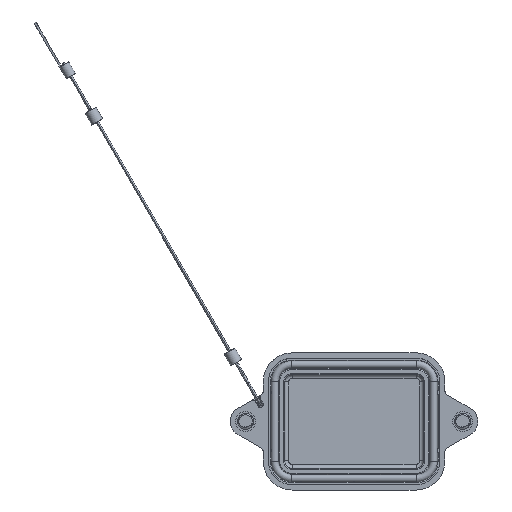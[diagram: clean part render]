
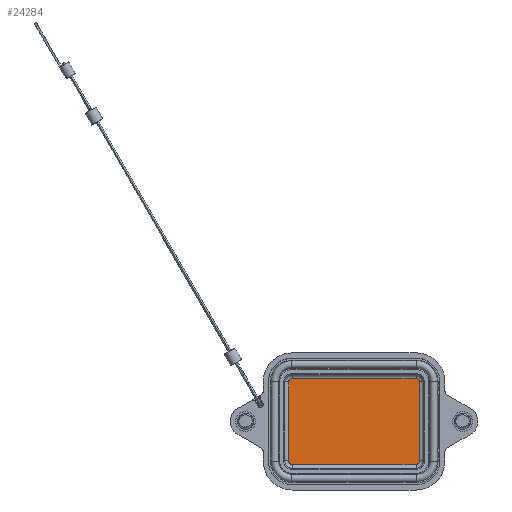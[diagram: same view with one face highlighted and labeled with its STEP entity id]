
A CAD part, front view. The second image highlights one B-rep face of the part: STEP entity #24284.
In plain terms, the highlighted planar face has unit normal (0, -1, 0).
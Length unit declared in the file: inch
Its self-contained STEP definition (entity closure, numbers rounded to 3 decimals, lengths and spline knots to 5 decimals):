
#10316=CARTESIAN_POINT('',(4.07781,1.25308,
-1.76988));
#10317=CARTESIAN_POINT('',(4.07781,1.25308,
-1.77133));
#10318=CARTESIAN_POINT('',(4.07769,1.25308,
-1.77422));
#10319=CARTESIAN_POINT('',(4.07713,1.25308,
-1.7786));
#10320=CARTESIAN_POINT('',(4.07618,1.25308,
-1.78296));
#10321=CARTESIAN_POINT('',(4.07485,1.25308,
-1.78724));
#10322=CARTESIAN_POINT('',(4.07313,1.25308,
-1.79142));
#10323=CARTESIAN_POINT('',(4.07106,1.25308,
-1.79543));
#10324=CARTESIAN_POINT('',(4.06863,1.25308,
-1.79924));
#10325=CARTESIAN_POINT('',(4.0659,1.25308,
-1.80281));
#10326=CARTESIAN_POINT('',(4.06287,1.25308,
-1.80611));
#10327=CARTESIAN_POINT('',(4.05956,1.25308,
-1.80914));
#10328=CARTESIAN_POINT('',(4.05599,1.25308,
-1.81188));
#10329=CARTESIAN_POINT('',(4.05218,1.25308,
-1.8143));
#10330=CARTESIAN_POINT('',(4.04817,1.25308,
-1.81638));
#10331=CARTESIAN_POINT('',(4.044,1.25308,
-1.81809));
#10332=CARTESIAN_POINT('',(4.03971,1.25308,
-1.81943));
#10333=CARTESIAN_POINT('',(4.03536,1.25308,
-1.82037));
#10334=CARTESIAN_POINT('',(4.03098,1.25308,
-1.82094));
#10335=CARTESIAN_POINT('',(4.02808,1.25308,
-1.82106));
#10336=CARTESIAN_POINT('',(4.02663,1.25308,
-1.82106));
#10338=CARTESIAN_POINT('',(2.18229,1.25308,
-1.82106));
#10339=CARTESIAN_POINT('',(2.18084,1.25308,
-1.82106));
#10340=CARTESIAN_POINT('',(2.17794,1.25308,
-1.82094));
#10341=CARTESIAN_POINT('',(2.17356,1.25308,
-1.82038));
#10342=CARTESIAN_POINT('',(2.16921,1.25308,
-1.81943));
#10343=CARTESIAN_POINT('',(2.16492,1.25308,
-1.81809));
#10344=CARTESIAN_POINT('',(2.16075,1.25308,
-1.81638));
#10345=CARTESIAN_POINT('',(2.15674,1.25308,
-1.8143));
#10346=CARTESIAN_POINT('',(2.15293,1.25308,
-1.81188));
#10347=CARTESIAN_POINT('',(2.14936,1.25308,
-1.80915));
#10348=CARTESIAN_POINT('',(2.14605,1.25308,
-1.80612));
#10349=CARTESIAN_POINT('',(2.14302,1.25308,
-1.80281));
#10350=CARTESIAN_POINT('',(2.14029,1.25308,
-1.79924));
#10351=CARTESIAN_POINT('',(2.13787,1.25308,
-1.79543));
#10352=CARTESIAN_POINT('',(2.13579,1.25308,
-1.79142));
#10353=CARTESIAN_POINT('',(2.13407,1.25308,
-1.78725));
#10354=CARTESIAN_POINT('',(2.13274,1.25308,
-1.78296));
#10355=CARTESIAN_POINT('',(2.13179,1.25308,
-1.7786));
#10356=CARTESIAN_POINT('',(2.13123,1.25308,
-1.77422));
#10357=CARTESIAN_POINT('',(2.13111,1.25308,
-1.77133));
#10358=CARTESIAN_POINT('',(2.13111,1.25308,
-1.76988));
#10360=CARTESIAN_POINT('',(2.13111,1.25308,
-0.59483));
#10361=CARTESIAN_POINT('',(2.13111,1.25308,
-0.59338));
#10362=CARTESIAN_POINT('',(2.13123,1.25308,
-0.59048));
#10363=CARTESIAN_POINT('',(2.13179,1.25308,
-0.5861));
#10364=CARTESIAN_POINT('',(2.13274,1.25308,
-0.58175));
#10365=CARTESIAN_POINT('',(2.13407,1.25308,
-0.57746));
#10366=CARTESIAN_POINT('',(2.13579,1.25308,
-0.57329));
#10367=CARTESIAN_POINT('',(2.13786,1.25308,
-0.56928));
#10368=CARTESIAN_POINT('',(2.14029,1.25308,
-0.56547));
#10369=CARTESIAN_POINT('',(2.14302,1.25308,
-0.5619));
#10370=CARTESIAN_POINT('',(2.14605,1.25308,
-0.55859));
#10371=CARTESIAN_POINT('',(2.14936,1.25308,
-0.55556));
#10372=CARTESIAN_POINT('',(2.15293,1.25308,
-0.55282));
#10373=CARTESIAN_POINT('',(2.15674,1.25308,
-0.5504));
#10374=CARTESIAN_POINT('',(2.16075,1.25308,
-0.54833));
#10375=CARTESIAN_POINT('',(2.16492,1.25308,
-0.54661));
#10376=CARTESIAN_POINT('',(2.16921,1.25308,
-0.54528));
#10377=CARTESIAN_POINT('',(2.17356,1.25308,
-0.54433));
#10378=CARTESIAN_POINT('',(2.17794,1.25308,
-0.54377));
#10379=CARTESIAN_POINT('',(2.18084,1.25308,
-0.54365));
#10380=CARTESIAN_POINT('',(2.18229,1.25308,
-0.54365));
#10382=CARTESIAN_POINT('',(4.02663,1.25308,
-0.54365));
#10383=CARTESIAN_POINT('',(4.02808,1.25308,
-0.54365));
#10384=CARTESIAN_POINT('',(4.03097,1.25308,
-0.54377));
#10385=CARTESIAN_POINT('',(4.03535,1.25308,
-0.54433));
#10386=CARTESIAN_POINT('',(4.03971,1.25308,
-0.54528));
#10387=CARTESIAN_POINT('',(4.044,1.25308,
-0.54661));
#10388=CARTESIAN_POINT('',(4.04817,1.25308,
-0.54832));
#10389=CARTESIAN_POINT('',(4.05218,1.25308,
-0.5504));
#10390=CARTESIAN_POINT('',(4.05599,1.25308,
-0.55282));
#10391=CARTESIAN_POINT('',(4.05956,1.25308,
-0.55556));
#10392=CARTESIAN_POINT('',(4.06287,1.25308,
-0.55859));
#10393=CARTESIAN_POINT('',(4.0659,1.25308,
-0.5619));
#10394=CARTESIAN_POINT('',(4.06863,1.25308,
-0.56546));
#10395=CARTESIAN_POINT('',(4.07105,1.25308,
-0.56927));
#10396=CARTESIAN_POINT('',(4.07313,1.25308,
-0.57329));
#10397=CARTESIAN_POINT('',(4.07485,1.25308,
-0.57746));
#10398=CARTESIAN_POINT('',(4.07618,1.25308,
-0.58175));
#10399=CARTESIAN_POINT('',(4.07713,1.25308,
-0.5861));
#10400=CARTESIAN_POINT('',(4.07769,1.25308,
-0.59048));
#10401=CARTESIAN_POINT('',(4.07781,1.25308,
-0.59338));
#10402=CARTESIAN_POINT('',(4.07781,1.25308,
-0.59482));
#10440=DIRECTION('',(0.,0.,1.));
#10441=VECTOR('',#10440,1.17506);
#10442=CARTESIAN_POINT('',(4.07781,1.25308,
-1.76988));
#10443=LINE('',#10442,#10441);
#10484=DIRECTION('',(-1.,0.,0.));
#10485=VECTOR('',#10484,1.84435);
#10486=CARTESIAN_POINT('',(4.02663,1.25308,
-0.54365));
#10487=LINE('',#10486,#10485);
#10528=DIRECTION('',(0.,0.,-1.));
#10529=VECTOR('',#10528,1.17506);
#10530=CARTESIAN_POINT('',(2.13111,1.25308,
-0.59483));
#10531=LINE('',#10530,#10529);
#10536=DIRECTION('',(1.,0.,0.));
#10537=VECTOR('',#10536,1.84435);
#10538=CARTESIAN_POINT('',(2.18229,1.25308,
-1.82106));
#10539=LINE('',#10538,#10537);
#12636=VERTEX_POINT('',#10338);
#12637=VERTEX_POINT('',#10358);
#12638=VERTEX_POINT('',#10316);
#12639=VERTEX_POINT('',#10336);
#12640=CARTESIAN_POINT('',(2.13111,1.25308,
-0.59483));
#12641=VERTEX_POINT('',#12640);
#12642=VERTEX_POINT('',#10380);
#12643=CARTESIAN_POINT('',(4.02663,1.25308,
-0.54365));
#12644=VERTEX_POINT('',#12643);
#12645=VERTEX_POINT('',#10402);
#24262=CARTESIAN_POINT('',(3.10446,1.25308,
-1.18235));
#24263=DIRECTION('',(0.,-1.,0.));
#24264=DIRECTION('',(1.,0.,0.));
#24265=AXIS2_PLACEMENT_3D('',#24262,#24263,#24264);
#24266=PLANE('',#24265);
#24268=ORIENTED_EDGE('',*,*,#24267,.T.);
#24270=ORIENTED_EDGE('',*,*,#24269,.F.);
#24271=ORIENTED_EDGE('',*,*,#24252,.T.);
#24273=ORIENTED_EDGE('',*,*,#24272,.F.);
#24275=ORIENTED_EDGE('',*,*,#24274,.T.);
#24277=ORIENTED_EDGE('',*,*,#24276,.F.);
#24279=ORIENTED_EDGE('',*,*,#24278,.T.);
#24281=ORIENTED_EDGE('',*,*,#24280,.F.);
#24282=EDGE_LOOP('',(#24268,#24270,#24271,#24273,#24275,#24277,#24279,#24281));
#24283=FACE_OUTER_BOUND('',#24282,.F.);
#24284=ADVANCED_FACE('',(#24283),#24266,.T.);
#10337=B_SPLINE_CURVE_WITH_KNOTS('',3,(#10316,#10317,#10318,#10319,#10320,
#10321,#10322,#10323,#10324,#10325,#10326,#10327,#10328,#10329,#10330,#10331,
#10332,#10333,#10334,#10335,#10336),.UNSPECIFIED.,.F.,.F.,(4,1,1,1,1,1,1,1,1,1,
1,1,1,1,1,1,1,1,4),(0.,0.05556,0.11111,0.16667,
0.22222,0.27778,0.33333,0.38889,
0.44444,0.5,0.55556,0.61111,0.66667,
0.72222,0.77778,0.83333,0.88889,
0.94444,1.),.UNSPECIFIED.);
#10359=B_SPLINE_CURVE_WITH_KNOTS('',3,(#10338,#10339,#10340,#10341,#10342,
#10343,#10344,#10345,#10346,#10347,#10348,#10349,#10350,#10351,#10352,#10353,
#10354,#10355,#10356,#10357,#10358),.UNSPECIFIED.,.F.,.F.,(4,1,1,1,1,1,1,1,1,1,
1,1,1,1,1,1,1,1,4),(0.,0.05556,0.11111,0.16667,
0.22222,0.27778,0.33333,0.38889,
0.44444,0.5,0.55556,0.61111,0.66667,
0.72222,0.77778,0.83333,0.88889,
0.94444,1.),.UNSPECIFIED.);
#10381=B_SPLINE_CURVE_WITH_KNOTS('',3,(#10360,#10361,#10362,#10363,#10364,
#10365,#10366,#10367,#10368,#10369,#10370,#10371,#10372,#10373,#10374,#10375,
#10376,#10377,#10378,#10379,#10380),.UNSPECIFIED.,.F.,.F.,(4,1,1,1,1,1,1,1,1,1,
1,1,1,1,1,1,1,1,4),(0.,0.05556,0.11111,0.16667,
0.22222,0.27778,0.33333,0.38889,
0.44444,0.5,0.55556,0.61111,0.66667,
0.72222,0.77778,0.83333,0.88889,
0.94444,1.),.UNSPECIFIED.);
#10403=B_SPLINE_CURVE_WITH_KNOTS('',3,(#10382,#10383,#10384,#10385,#10386,
#10387,#10388,#10389,#10390,#10391,#10392,#10393,#10394,#10395,#10396,#10397,
#10398,#10399,#10400,#10401,#10402),.UNSPECIFIED.,.F.,.F.,(4,1,1,1,1,1,1,1,1,1,
1,1,1,1,1,1,1,1,4),(0.,0.05556,0.11111,0.16667,
0.22222,0.27778,0.33333,0.38889,
0.44444,0.5,0.55556,0.61111,0.66667,
0.72222,0.77778,0.83333,0.88889,
0.94444,1.),.UNSPECIFIED.);
#24252=EDGE_CURVE('',#12636,#12637,#10359,.T.);
#24267=EDGE_CURVE('',#12638,#12639,#10337,.T.);
#24269=EDGE_CURVE('',#12636,#12639,#10539,.T.);
#24272=EDGE_CURVE('',#12641,#12637,#10531,.T.);
#24274=EDGE_CURVE('',#12641,#12642,#10381,.T.);
#24276=EDGE_CURVE('',#12644,#12642,#10487,.T.);
#24278=EDGE_CURVE('',#12644,#12645,#10403,.T.);
#24280=EDGE_CURVE('',#12638,#12645,#10443,.T.);
